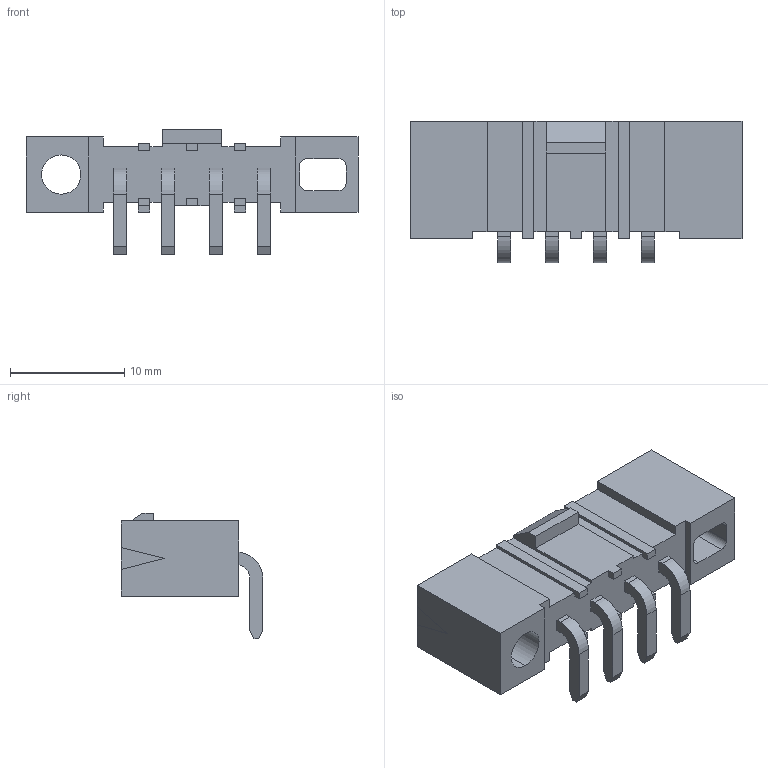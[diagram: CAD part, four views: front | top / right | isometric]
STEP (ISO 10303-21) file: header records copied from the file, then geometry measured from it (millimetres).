
FILE_DESCRIPTION (( 'STEP AP203' ), '1' );
FILE_NAME ('IPBT-104-H1-X-S-RA-GP-BASIC.step', '2011-04-25T19:19:38', ( ' ' ), ( ' ' ), 'SwSTEP 2.0', 'SolidWorks 2010', '' );
FILE_SCHEMA (( 'CONFIG_CONTROL_DESIGN' ));
Length unit declared in the file: inch
Products named in the file (1): IPBT-104-H1-X-S-RA-GP-BASIC
Bounding box: 29.02 x 12.38 x 11 mm (x, y, z)
Volume: 1153.4 mm3; surface area: 2052.3 mm2
Topology: 1 solids, 1 shells, 198 faces, 524 edges, 340 vertices
Faces by surface type: plane 178, cylinder 14, cone 6
Entity records: 6085 total; most frequent: CARTESIAN_POINT 1063, ORIENTED_EDGE 1048, DIRECTION 956, EDGE_CURVE 524, LINE 490, VECTOR 490, VERTEX_POINT 340, AXIS2_PLACEMENT_3D 233
